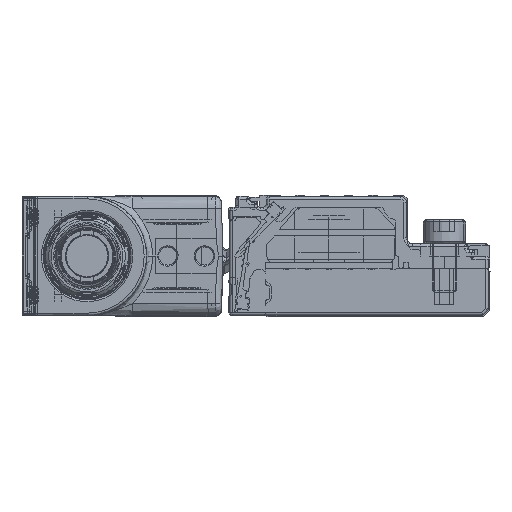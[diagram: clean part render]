
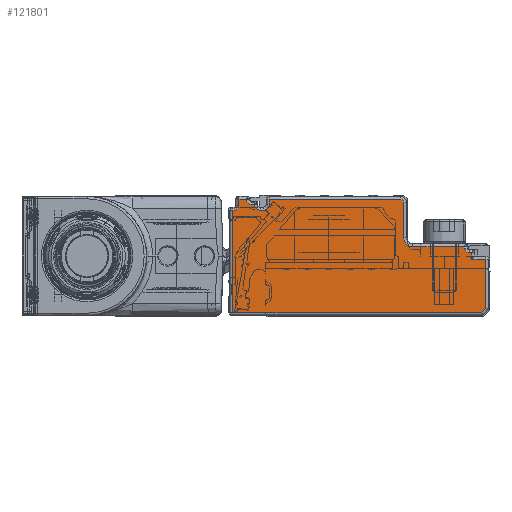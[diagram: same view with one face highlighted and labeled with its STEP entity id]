
A CAD part, left-side view. The second image highlights one B-rep face of the part: STEP entity #121801.
In plain terms, the highlighted planar face has unit normal (-1, 0, 0).
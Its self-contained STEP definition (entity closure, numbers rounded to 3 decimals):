
#121519=AXIS2_PLACEMENT_3D('Circle Axis2P3D',#121517,#121518,$) ;
#121658=AXIS2_PLACEMENT_3D('Plane Axis2P3D',#121655,#121656,#121657) ;
#121681=AXIS2_PLACEMENT_3D('Circle Axis2P3D',#121679,#121680,$) ;
#121695=AXIS2_PLACEMENT_3D('Circle Axis2P3D',#121693,#121694,$) ;
#121716=AXIS2_PLACEMENT_3D('Circle Axis2P3D',#121714,#121715,$) ;
#121730=AXIS2_PLACEMENT_3D('Circle Axis2P3D',#121728,#121729,$) ;
#121744=AXIS2_PLACEMENT_3D('Circle Axis2P3D',#121742,#121743,$) ;
#121765=AXIS2_PLACEMENT_3D('Circle Axis2P3D',#121763,#121764,$) ;
#118276=CARTESIAN_POINT('Vertex',(-1878.,42.3,-7.3)) ;
#118279=CARTESIAN_POINT('Line Origine',(-1878.,42.3,2.)) ;
#118283=CARTESIAN_POINT('Vertex',(-1878.,42.3,9.5)) ;
#118607=CARTESIAN_POINT('Vertex',(-1878.,1.407,-7.3)) ;
#118610=CARTESIAN_POINT('Line Origine',(-1878.,23.168,-7.3)) ;
#118647=CARTESIAN_POINT('Vertex',(-1878.,0.7,-6.593)) ;
#118650=CARTESIAN_POINT('Line Origine',(-1878.,-1.246,-4.646)) ;
#118687=CARTESIAN_POINT('Vertex',(-1878.,0.7,1.5)) ;
#118690=CARTESIAN_POINT('Line Origine',(-1878.,0.7,2.)) ;
#121434=CARTESIAN_POINT('Vertex',(-1878.,3.,2.5)) ;
#121490=CARTESIAN_POINT('Vertex',(-1878.,3.4,2.5)) ;
#121493=CARTESIAN_POINT('Line Origine',(-1878.,21.5,2.5)) ;
#121514=CARTESIAN_POINT('Vertex',(-1878.,4.2,3.3)) ;
#121517=CARTESIAN_POINT('Axis2P3D Location',(-1878.,3.4,3.3)) ;
#121640=CARTESIAN_POINT('Vertex',(-1878.,3.,1.5)) ;
#121643=CARTESIAN_POINT('Line Origine',(-1878.,21.5,1.5)) ;
#121655=CARTESIAN_POINT('Axis2P3D Location',(-1878.,0.2,-7.8)) ;
#121660=CARTESIAN_POINT('Line Origine',(-1878.,3.,2.)) ;
#121665=CARTESIAN_POINT('Line Origine',(-1878.,4.2,3.4)) ;
#121669=CARTESIAN_POINT('Vertex',(-1878.,4.2,3.5)) ;
#121672=CARTESIAN_POINT('Line Origine',(-1878.,8.45,3.5)) ;
#121676=CARTESIAN_POINT('Vertex',(-1878.,12.7,3.5)) ;
#121679=CARTESIAN_POINT('Axis2P3D Location',(-1878.,12.7,5.)) ;
#121683=CARTESIAN_POINT('Vertex',(-1878.,14.2,5.)) ;
#121686=CARTESIAN_POINT('Line Origine',(-1878.,14.2,7.9)) ;
#121690=CARTESIAN_POINT('Vertex',(-1878.,14.2,10.8)) ;
#121693=CARTESIAN_POINT('Axis2P3D Location',(-1878.,14.7,10.8)) ;
#121697=CARTESIAN_POINT('Vertex',(-1878.,14.7,11.3)) ;
#121700=CARTESIAN_POINT('Line Origine',(-1878.,25.5,11.3)) ;
#121704=CARTESIAN_POINT('Vertex',(-1878.,36.3,11.3)) ;
#121707=CARTESIAN_POINT('Line Origine',(-1878.,36.3,10.9)) ;
#121711=CARTESIAN_POINT('Vertex',(-1878.,36.3,10.5)) ;
#121714=CARTESIAN_POINT('Axis2P3D Location',(-1878.,37.3,10.5)) ;
#121718=CARTESIAN_POINT('Vertex',(-1878.,37.3,9.5)) ;
#121721=CARTESIAN_POINT('Line Origine',(-1878.,37.55,9.5)) ;
#121725=CARTESIAN_POINT('Vertex',(-1878.,37.8,9.5)) ;
#121728=CARTESIAN_POINT('Axis2P3D Location',(-1878.,37.8,10.5)) ;
#121732=CARTESIAN_POINT('Vertex',(-1878.,38.8,10.5)) ;
#121735=CARTESIAN_POINT('Line Origine',(-1878.,39.05,10.5)) ;
#121739=CARTESIAN_POINT('Vertex',(-1878.,39.3,10.5)) ;
#121742=CARTESIAN_POINT('Axis2P3D Location',(-1878.,39.3,11.3)) ;
#121746=CARTESIAN_POINT('Vertex',(-1878.,40.1,11.3)) ;
#121749=CARTESIAN_POINT('Line Origine',(-1878.,40.7,11.3)) ;
#121753=CARTESIAN_POINT('Vertex',(-1878.,41.3,11.3)) ;
#121756=CARTESIAN_POINT('Line Origine',(-1878.,41.3,10.8)) ;
#121760=CARTESIAN_POINT('Vertex',(-1878.,41.3,10.3)) ;
#121763=CARTESIAN_POINT('Axis2P3D Location',(-1878.,42.1,10.3)) ;
#121767=CARTESIAN_POINT('Vertex',(-1878.,42.1,9.5)) ;
#121770=CARTESIAN_POINT('Line Origine',(-1878.,42.2,9.5)) ;
#118280=DIRECTION('Vector Direction',(0.,0.,1.)) ;
#118611=DIRECTION('Vector Direction',(0.,1.,0.)) ;
#118651=DIRECTION('Vector Direction',(0.,0.707,-0.707)) ;
#118691=DIRECTION('Vector Direction',(0.,0.,-1.)) ;
#121494=DIRECTION('Vector Direction',(0.,-1.,0.)) ;
#121518=DIRECTION('Axis2P3D Direction',(1.,0.,0.)) ;
#121644=DIRECTION('Vector Direction',(0.,-1.,0.)) ;
#121656=DIRECTION('Axis2P3D Direction',(-1.,0.,0.)) ;
#121657=DIRECTION('Axis2P3D XDirection',(0.,0.,1.)) ;
#121661=DIRECTION('Vector Direction',(0.,0.,1.)) ;
#121666=DIRECTION('Vector Direction',(0.,0.,-1.)) ;
#121673=DIRECTION('Vector Direction',(0.,1.,0.)) ;
#121680=DIRECTION('Axis2P3D Direction',(-1.,0.,0.)) ;
#121687=DIRECTION('Vector Direction',(0.,0.,1.)) ;
#121694=DIRECTION('Axis2P3D Direction',(-1.,0.,0.)) ;
#121701=DIRECTION('Vector Direction',(0.,1.,0.)) ;
#121708=DIRECTION('Vector Direction',(0.,0.,-1.)) ;
#121715=DIRECTION('Axis2P3D Direction',(-1.,0.,0.)) ;
#121722=DIRECTION('Vector Direction',(0.,1.,0.)) ;
#121729=DIRECTION('Axis2P3D Direction',(-1.,0.,0.)) ;
#121736=DIRECTION('Vector Direction',(0.,-1.,0.)) ;
#121743=DIRECTION('Axis2P3D Direction',(-1.,0.,0.)) ;
#121750=DIRECTION('Vector Direction',(0.,1.,0.)) ;
#121757=DIRECTION('Vector Direction',(0.,0.,-1.)) ;
#121764=DIRECTION('Axis2P3D Direction',(-1.,0.,0.)) ;
#121771=DIRECTION('Vector Direction',(0.,1.,0.)) ;
#118281=VECTOR('Line Direction',#118280,1.) ;
#118612=VECTOR('Line Direction',#118611,1.) ;
#118652=VECTOR('Line Direction',#118651,1.) ;
#118692=VECTOR('Line Direction',#118691,1.) ;
#121495=VECTOR('Line Direction',#121494,1.) ;
#121645=VECTOR('Line Direction',#121644,1.) ;
#121662=VECTOR('Line Direction',#121661,1.) ;
#121667=VECTOR('Line Direction',#121666,1.) ;
#121674=VECTOR('Line Direction',#121673,1.) ;
#121688=VECTOR('Line Direction',#121687,1.) ;
#121702=VECTOR('Line Direction',#121701,1.) ;
#121709=VECTOR('Line Direction',#121708,1.) ;
#121723=VECTOR('Line Direction',#121722,1.) ;
#121737=VECTOR('Line Direction',#121736,1.) ;
#121751=VECTOR('Line Direction',#121750,1.) ;
#121758=VECTOR('Line Direction',#121757,1.) ;
#121772=VECTOR('Line Direction',#121771,1.) ;
#121776=ORIENTED_EDGE('',*,*,#121664,.T.) ;
#121777=ORIENTED_EDGE('',*,*,#121497,.T.) ;
#121778=ORIENTED_EDGE('',*,*,#121521,.T.) ;
#121779=ORIENTED_EDGE('',*,*,#121671,.T.) ;
#121780=ORIENTED_EDGE('',*,*,#121678,.T.) ;
#121781=ORIENTED_EDGE('',*,*,#121685,.T.) ;
#121782=ORIENTED_EDGE('',*,*,#121692,.T.) ;
#121783=ORIENTED_EDGE('',*,*,#121699,.T.) ;
#121784=ORIENTED_EDGE('',*,*,#121706,.T.) ;
#121785=ORIENTED_EDGE('',*,*,#121713,.T.) ;
#121786=ORIENTED_EDGE('',*,*,#121720,.T.) ;
#121787=ORIENTED_EDGE('',*,*,#121727,.T.) ;
#121788=ORIENTED_EDGE('',*,*,#121734,.T.) ;
#121789=ORIENTED_EDGE('',*,*,#121741,.T.) ;
#121790=ORIENTED_EDGE('',*,*,#121748,.T.) ;
#121791=ORIENTED_EDGE('',*,*,#121755,.T.) ;
#121792=ORIENTED_EDGE('',*,*,#121762,.T.) ;
#121793=ORIENTED_EDGE('',*,*,#121769,.T.) ;
#121794=ORIENTED_EDGE('',*,*,#121774,.T.) ;
#121795=ORIENTED_EDGE('',*,*,#118285,.T.) ;
#121796=ORIENTED_EDGE('',*,*,#118614,.T.) ;
#121797=ORIENTED_EDGE('',*,*,#118654,.T.) ;
#121798=ORIENTED_EDGE('',*,*,#118694,.T.) ;
#121799=ORIENTED_EDGE('',*,*,#121647,.T.) ;
#121801=ADVANCED_FACE('\X2\FF8AFF9FFF70FF82\X0\ \X2\FF8EFF9EFF83FF9EFF68FF70\X0\',(#121800),#121659,.T.) ;
#121520=CIRCLE('generated circle',#121519,0.8) ;
#121682=CIRCLE('generated circle',#121681,1.5) ;
#121696=CIRCLE('generated circle',#121695,0.5) ;
#121717=CIRCLE('generated circle',#121716,1.) ;
#121731=CIRCLE('generated circle',#121730,1.) ;
#121745=CIRCLE('generated circle',#121744,0.8) ;
#121766=CIRCLE('generated circle',#121765,0.8) ;
#118285=EDGE_CURVE('',#118284,#118277,#118282,.F.) ;
#118614=EDGE_CURVE('',#118277,#118608,#118613,.F.) ;
#118654=EDGE_CURVE('',#118608,#118648,#118653,.F.) ;
#118694=EDGE_CURVE('',#118648,#118688,#118693,.F.) ;
#121497=EDGE_CURVE('',#121435,#121491,#121496,.F.) ;
#121521=EDGE_CURVE('',#121491,#121515,#121520,.T.) ;
#121647=EDGE_CURVE('',#118688,#121641,#121646,.F.) ;
#121664=EDGE_CURVE('',#121641,#121435,#121663,.T.) ;
#121671=EDGE_CURVE('',#121515,#121670,#121668,.F.) ;
#121678=EDGE_CURVE('',#121670,#121677,#121675,.T.) ;
#121685=EDGE_CURVE('',#121677,#121684,#121682,.F.) ;
#121692=EDGE_CURVE('',#121684,#121691,#121689,.T.) ;
#121699=EDGE_CURVE('',#121691,#121698,#121696,.T.) ;
#121706=EDGE_CURVE('',#121698,#121705,#121703,.T.) ;
#121713=EDGE_CURVE('',#121705,#121712,#121710,.T.) ;
#121720=EDGE_CURVE('',#121712,#121719,#121717,.F.) ;
#121727=EDGE_CURVE('',#121719,#121726,#121724,.T.) ;
#121734=EDGE_CURVE('',#121726,#121733,#121731,.F.) ;
#121741=EDGE_CURVE('',#121733,#121740,#121738,.F.) ;
#121748=EDGE_CURVE('',#121740,#121747,#121745,.F.) ;
#121755=EDGE_CURVE('',#121747,#121754,#121752,.T.) ;
#121762=EDGE_CURVE('',#121754,#121761,#121759,.T.) ;
#121769=EDGE_CURVE('',#121761,#121768,#121766,.F.) ;
#121774=EDGE_CURVE('',#121768,#118284,#121773,.T.) ;
#121775=EDGE_LOOP('',(#121776,#121777,#121778,#121779,#121780,#121781,#121782,#121783,#121784,#121785,#121786,#121787,#121788,#121789,#121790,#121791,#121792,#121793,#121794,#121795,#121796,#121797,#121798,#121799)) ;
#121800=FACE_OUTER_BOUND('',#121775,.T.) ;
#118282=LINE('Line',#118279,#118281) ;
#118613=LINE('Line',#118610,#118612) ;
#118653=LINE('Line',#118650,#118652) ;
#118693=LINE('Line',#118690,#118692) ;
#121496=LINE('Line',#121493,#121495) ;
#121646=LINE('Line',#121643,#121645) ;
#121663=LINE('Line',#121660,#121662) ;
#121668=LINE('Line',#121665,#121667) ;
#121675=LINE('Line',#121672,#121674) ;
#121689=LINE('Line',#121686,#121688) ;
#121703=LINE('Line',#121700,#121702) ;
#121710=LINE('Line',#121707,#121709) ;
#121724=LINE('Line',#121721,#121723) ;
#121738=LINE('Line',#121735,#121737) ;
#121752=LINE('Line',#121749,#121751) ;
#121759=LINE('Line',#121756,#121758) ;
#121773=LINE('Line',#121770,#121772) ;
#121659=PLANE('',#121658) ;
#118277=VERTEX_POINT('',#118276) ;
#118284=VERTEX_POINT('',#118283) ;
#118608=VERTEX_POINT('',#118607) ;
#118648=VERTEX_POINT('',#118647) ;
#118688=VERTEX_POINT('',#118687) ;
#121435=VERTEX_POINT('',#121434) ;
#121491=VERTEX_POINT('',#121490) ;
#121515=VERTEX_POINT('',#121514) ;
#121641=VERTEX_POINT('',#121640) ;
#121670=VERTEX_POINT('',#121669) ;
#121677=VERTEX_POINT('',#121676) ;
#121684=VERTEX_POINT('',#121683) ;
#121691=VERTEX_POINT('',#121690) ;
#121698=VERTEX_POINT('',#121697) ;
#121705=VERTEX_POINT('',#121704) ;
#121712=VERTEX_POINT('',#121711) ;
#121719=VERTEX_POINT('',#121718) ;
#121726=VERTEX_POINT('',#121725) ;
#121733=VERTEX_POINT('',#121732) ;
#121740=VERTEX_POINT('',#121739) ;
#121747=VERTEX_POINT('',#121746) ;
#121754=VERTEX_POINT('',#121753) ;
#121761=VERTEX_POINT('',#121760) ;
#121768=VERTEX_POINT('',#121767) ;
